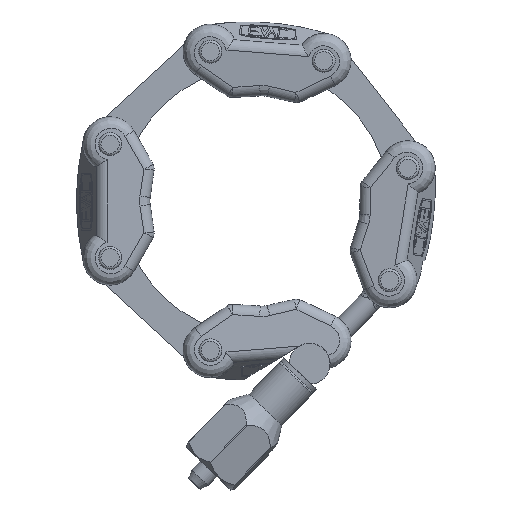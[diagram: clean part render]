
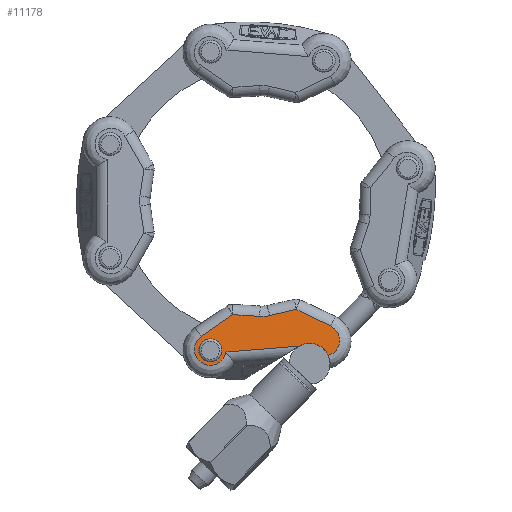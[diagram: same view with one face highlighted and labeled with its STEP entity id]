
A CAD part, left-side view. The second image highlights one B-rep face of the part: STEP entity #11178.
In plain terms, the highlighted face is planar.
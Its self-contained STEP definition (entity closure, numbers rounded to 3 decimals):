
#411=ELLIPSE('',#11957,7.529,7.5);
#422=ELLIPSE('',#12017,2.56,2.55);
#423=ELLIPSE('',#12018,4.517,4.5);
#697=B_SPLINE_CURVE_WITH_KNOTS('',3,(#20574,#20575,#20576,#20577,#20578,
#20579,#20580),.UNSPECIFIED.,.F.,.F.,(4,1,1,1,4),(0.,0.25,0.5,0.75,1.),
 .UNSPECIFIED.);
#699=B_SPLINE_CURVE_WITH_KNOTS('',3,(#20668,#20669,#20670,#20671,#20672,
#20673,#20674,#20675,#20676,#20677),.UNSPECIFIED.,.F.,.F.,(4,1,1,1,1,1,
1,4),(0.,0.125,0.25,0.375,0.5,0.625,0.75,1.),.UNSPECIFIED.);
#3546=ORIENTED_EDGE('',*,*,#5574,.F.);
#3547=ORIENTED_EDGE('',*,*,#5575,.T.);
#3548=ORIENTED_EDGE('',*,*,#5576,.T.);
#3549=ORIENTED_EDGE('',*,*,#5325,.F.);
#3550=ORIENTED_EDGE('',*,*,#5577,.F.);
#3551=ORIENTED_EDGE('',*,*,#5578,.F.);
#3552=ORIENTED_EDGE('',*,*,#5369,.F.);
#3553=ORIENTED_EDGE('',*,*,#5579,.F.);
#3554=ORIENTED_EDGE('',*,*,#5580,.F.);
#3555=ORIENTED_EDGE('',*,*,#5327,.F.);
#5325=EDGE_CURVE('',#6577,#6572,#697,.F.);
#5327=EDGE_CURVE('',#6578,#6580,#699,.F.);
#5369=EDGE_CURVE('',#6621,#6622,#411,.T.);
#5574=EDGE_CURVE('',#6756,#6756,#422,.T.);
#5575=EDGE_CURVE('',#6578,#6757,#7807,.T.);
#5576=EDGE_CURVE('',#6757,#6572,#423,.T.);
#5577=EDGE_CURVE('',#6627,#6577,#7808,.T.);
#5578=EDGE_CURVE('',#6622,#6627,#7809,.T.);
#5579=EDGE_CURVE('',#6616,#6621,#7810,.T.);
#5580=EDGE_CURVE('',#6580,#6616,#7811,.T.);
#6572=VERTEX_POINT('',#20549);
#6577=VERTEX_POINT('',#20573);
#6578=VERTEX_POINT('',#20666);
#6580=VERTEX_POINT('',#20678);
#6616=VERTEX_POINT('',#20863);
#6621=VERTEX_POINT('',#20909);
#6622=VERTEX_POINT('',#20911);
#6627=VERTEX_POINT('',#20987);
#6756=VERTEX_POINT('',#22075);
#6757=VERTEX_POINT('',#22077);
#7807=LINE('',#22076,#8838);
#7808=LINE('',#22079,#8839);
#7809=LINE('',#22080,#8840);
#7810=LINE('',#22081,#8841);
#7811=LINE('',#22082,#8842);
#8838=VECTOR('',#14205,1000.);
#8839=VECTOR('',#14208,1000.);
#8840=VECTOR('',#14209,1000.);
#8841=VECTOR('',#14210,1000.);
#8842=VECTOR('',#14211,1000.);
#9483=EDGE_LOOP('',(#3546));
#9484=EDGE_LOOP('',(#3547,#3548,#3549,#3550,#3551,#3552,#3553,#3554,#3555));
#10172=FACE_BOUND('',#9483,.T.);
#10173=FACE_BOUND('',#9484,.T.);
#10648=PLANE('',#12016);
#11178=ADVANCED_FACE('',(#10172,#10173),#10648,.T.);
#11957=AXIS2_PLACEMENT_3D('',#20910,#13957,#13958);
#12016=AXIS2_PLACEMENT_3D('',#22073,#14201,#14202);
#12017=AXIS2_PLACEMENT_3D('',#22074,#14203,#14204);
#12018=AXIS2_PLACEMENT_3D('',#22078,#14206,#14207);
#13957=DIRECTION('',(0.996,-0.087,0.));
#13958=DIRECTION('',(0.087,0.996,0.));
#14201=DIRECTION('',(0.996,-0.087,0.));
#14202=DIRECTION('',(0.,0.,-1.));
#14203=DIRECTION('',(0.996,-0.087,0.));
#14204=DIRECTION('',(-0.087,-0.996,0.));
#14205=DIRECTION('',(0.,0.,1.));
#14206=DIRECTION('',(-0.996,0.087,0.));
#14207=DIRECTION('',(0.087,0.996,0.));
#14208=DIRECTION('',(0.044,0.5,0.865));
#14209=DIRECTION('',(-0.013,-0.148,0.989));
#14210=DIRECTION('',(0.013,0.148,0.989));
#14211=DIRECTION('',(-0.044,-0.5,0.865));
#20549=CARTESIAN_POINT('',(10.236,4.437,13.243));
#20573=CARTESIAN_POINT('',(9.671,-2.014,14.25));
#20574=CARTESIAN_POINT('',(10.236,4.437,13.243));
#20575=CARTESIAN_POINT('',(10.223,4.287,13.933));
#20576=CARTESIAN_POINT('',(10.16,3.567,15.202));
#20577=CARTESIAN_POINT('',(9.987,1.59,16.174));
#20578=CARTESIAN_POINT('',(9.796,-0.588,15.85));
#20579=CARTESIAN_POINT('',(9.702,-1.661,14.862));
#20580=CARTESIAN_POINT('',(9.671,-2.014,14.25));
#20666=CARTESIAN_POINT('',(10.011,1.87,-9.105));
#20668=CARTESIAN_POINT('',(9.671,-2.014,-14.25));
#20669=CARTESIAN_POINT('',(9.697,-1.725,-14.75));
#20670=CARTESIAN_POINT('',(9.769,-0.902,-15.598));
#20671=CARTESIAN_POINT('',(9.917,0.793,-16.138));
#20672=CARTESIAN_POINT('',(10.07,2.541,-15.811));
#20673=CARTESIAN_POINT('',(10.191,3.926,-14.696));
#20674=CARTESIAN_POINT('',(10.252,4.618,-13.06));
#20675=CARTESIAN_POINT('',(10.233,4.403,-10.692));
#20676=CARTESIAN_POINT('',(10.109,2.992,-9.387));
#20677=CARTESIAN_POINT('',(10.011,1.87,-9.105));
#20678=CARTESIAN_POINT('',(9.671,-2.014,-14.25));
#20863=CARTESIAN_POINT('',(9.304,-6.211,-6.98));
#20909=CARTESIAN_POINT('',(9.381,-5.334,-1.109));
#20910=CARTESIAN_POINT('',(8.732,-12.751,0.));
#20911=CARTESIAN_POINT('',(9.381,-5.334,1.109));
#20987=CARTESIAN_POINT('',(9.304,-6.211,6.98));
#22073=CARTESIAN_POINT('',(10.011,1.87,0.));
#22074=CARTESIAN_POINT('',(9.956,1.235,-12.5));
#22075=CARTESIAN_POINT('',(9.733,-1.315,-12.5));
#22076=CARTESIAN_POINT('',(10.011,1.87,-9.105));
#22077=CARTESIAN_POINT('',(10.011,1.87,7.07));
#22078=CARTESIAN_POINT('',(10.367,5.935,9.));
#22079=CARTESIAN_POINT('',(9.304,-6.211,6.98));
#22080=CARTESIAN_POINT('',(9.381,-5.334,1.109));
#22081=CARTESIAN_POINT('',(9.304,-6.211,-6.98));
#22082=CARTESIAN_POINT('',(9.671,-2.014,-14.25));
